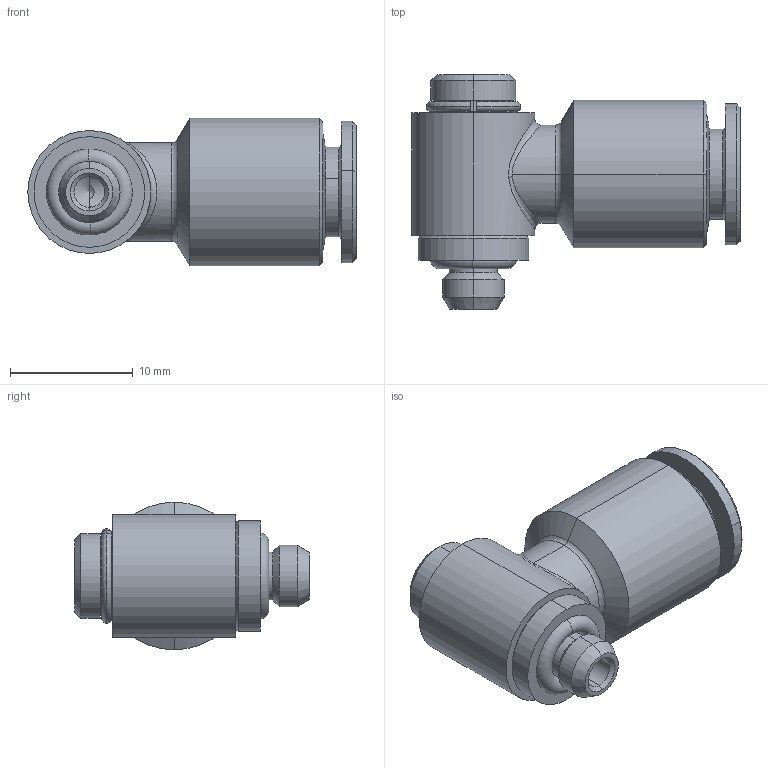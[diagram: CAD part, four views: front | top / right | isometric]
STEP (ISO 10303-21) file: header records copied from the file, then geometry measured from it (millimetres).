
FILE_DESCRIPTION (( 'STEP AP203' ), '1' );
FILE_NAME ('A0080030.STEP', '2009-03-02T10:11:03', ( 'UT1' ), ( '' ), 'SwSTEP 2.0', 'SolidWorks 2009', '' );
FILE_SCHEMA (( 'CONFIG_CONTROL_DESIGN' ));
Length unit declared in the file: millimetre
Products named in the file (1): A0080030
Bounding box: 26.7 x 19.1 x 12 mm (x, y, z)
Volume: 2110.6 mm3; surface area: 2000 mm2
Topology: 2 solids, 2 shells, 99 faces, 213 edges, 124 vertices
Faces by surface type: cone 32, cylinder 30, plane 29, torus 6, bspline 2
Entity records: 3176 total; most frequent: CARTESIAN_POINT 950, DIRECTION 482, ORIENTED_EDGE 418, EDGE_CURVE 209, AXIS2_PLACEMENT_3D 199, VERTEX_POINT 124, EDGE_LOOP 111, CIRCLE 101
